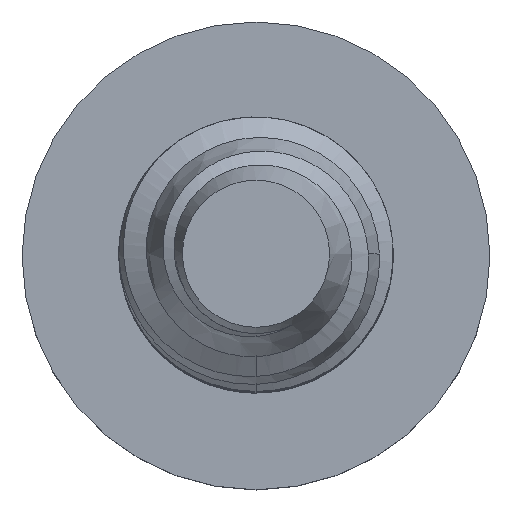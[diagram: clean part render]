
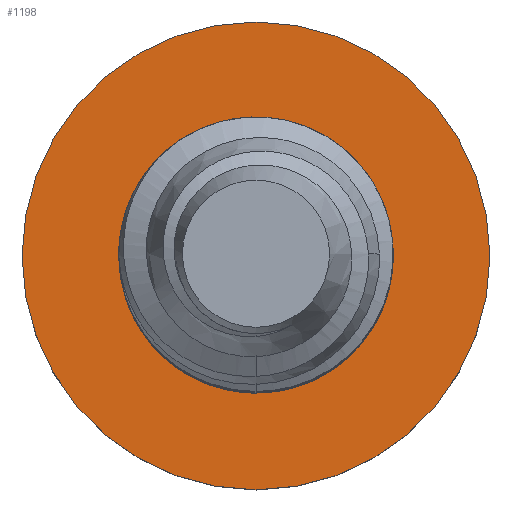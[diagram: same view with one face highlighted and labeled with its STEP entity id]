
A CAD part, top view. The second image highlights one B-rep face of the part: STEP entity #1198.
In plain terms, the highlighted planar face has unit normal (0, 0, 1).
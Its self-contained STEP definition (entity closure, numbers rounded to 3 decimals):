
#15=FACE_BOUND('',#155,.T.);
#17=PLANE('',#1295);
#87=FACE_OUTER_BOUND('',#154,.T.);
#154=EDGE_LOOP('',(#958));
#155=EDGE_LOOP('',(#959,#960,#961,#962));
#185=CIRCLE('',#1242,1.1);
#190=CIRCLE('',#1271,0.64);
#205=CIRCLE('',#1294,1.875);
#313=B_SPLINE_CURVE_WITH_KNOTS('',3,(#4118,#4119,#4120,#4121,#4122,#4123,
#4124,#4125,#4126,#4127,#4128,#4129,#4130,#4131,#4132,#4133,#4134,#4135),
 .UNSPECIFIED.,.F.,.F.,(4,2,2,2,2,2,2,2,4),(-0.213,-0.191,
-0.166,-0.158,-0.139,-0.098,
-0.054,-0.039,0.),.UNSPECIFIED.);
#314=B_SPLINE_CURVE_WITH_KNOTS('',3,(#4136,#4137,#4138,#4139,#4140,#4141,
#4142,#4143,#4144,#4145,#4146,#4147,#4148,#4149,#4150,#4151),
 .UNSPECIFIED.,.F.,.F.,(4,2,2,2,2,2,2,4),(-0.104,-0.095,
-0.087,-0.083,-0.076,-0.049,
-0.024,0.),.UNSPECIFIED.);
#433=VERTEX_POINT('',#1543);
#434=VERTEX_POINT('',#1578);
#527=VERTEX_POINT('',#3558);
#528=VERTEX_POINT('',#3722);
#550=VERTEX_POINT('',#3808);
#559=EDGE_CURVE('',#434,#433,#185,.T.);
#677=EDGE_CURVE('',#528,#527,#190,.T.);
#703=EDGE_CURVE('',#550,#550,#205,.T.);
#711=EDGE_CURVE('',#527,#434,#313,.T.);
#712=EDGE_CURVE('',#433,#528,#314,.T.);
#958=ORIENTED_EDGE('',*,*,#703,.F.);
#959=ORIENTED_EDGE('',*,*,#677,.T.);
#960=ORIENTED_EDGE('',*,*,#711,.T.);
#961=ORIENTED_EDGE('',*,*,#559,.T.);
#962=ORIENTED_EDGE('',*,*,#712,.T.);
#1198=ADVANCED_FACE('',(#87,#15),#17,.F.);
#1242=AXIS2_PLACEMENT_3D('',#1579,#1325,#1326);
#1271=AXIS2_PLACEMENT_3D('',#3723,#1405,#1406);
#1294=AXIS2_PLACEMENT_3D('',#3809,#1460,#1461);
#1295=AXIS2_PLACEMENT_3D('',#4117,#1469,#1470);
#1325=DIRECTION('center_axis',(0.,0.,
-1.));
#1326=DIRECTION('ref_axis',(-1.,0.,0.));
#1405=DIRECTION('center_axis',(0.,0.,
-1.));
#1406=DIRECTION('ref_axis',(-1.,0.,0.));
#1460=DIRECTION('center_axis',(0.,0.,
-1.));
#1461=DIRECTION('ref_axis',(-1.,0.,0.));
#1469=DIRECTION('center_axis',(0.,0.,
-1.));
#1470=DIRECTION('ref_axis',(-1.,0.,0.));
#1543=CARTESIAN_POINT('',(-1.02,-0.413,1.6));
#1578=CARTESIAN_POINT('',(-0.427,-1.014,1.6));
#1579=CARTESIAN_POINT('Origin',(0.,0.,1.6));
#3558=CARTESIAN_POINT('',(0.64,0.,1.6));
#3722=CARTESIAN_POINT('',(0.,0.64,1.6));
#3723=CARTESIAN_POINT('Origin',(0.,0.,1.6));
#3808=CARTESIAN_POINT('',(-1.875,0.,1.6));
#3809=CARTESIAN_POINT('Origin',(0.,0.,1.6));
#4117=CARTESIAN_POINT('Origin',(0.,0.,1.6));
#4118=CARTESIAN_POINT('Ctrl Pts',(0.64,0.,
1.6));
#4119=CARTESIAN_POINT('Ctrl Pts',(0.661,-0.054,
1.6));
#4120=CARTESIAN_POINT('Ctrl Pts',(0.674,-0.112,
1.6));
#4121=CARTESIAN_POINT('Ctrl Pts',(0.684,-0.236,
1.6));
#4122=CARTESIAN_POINT('Ctrl Pts',(0.679,-0.303,
1.6));
#4123=CARTESIAN_POINT('Ctrl Pts',(0.659,-0.388,
1.6));
#4124=CARTESIAN_POINT('Ctrl Pts',(0.653,-0.409,
1.6));
#4125=CARTESIAN_POINT('Ctrl Pts',(0.631,-0.477,1.6));
#4126=CARTESIAN_POINT('Ctrl Pts',(0.612,-0.523,1.6));
#4127=CARTESIAN_POINT('Ctrl Pts',(0.538,-0.663,
1.6));
#4128=CARTESIAN_POINT('Ctrl Pts',(0.47,-0.748,
1.6));
#4129=CARTESIAN_POINT('Ctrl Pts',(0.3,-0.892,
1.6));
#4130=CARTESIAN_POINT('Ctrl Pts',(0.199,-0.949,
1.6));
#4131=CARTESIAN_POINT('Ctrl Pts',(0.052,-0.996,
1.6));
#4132=CARTESIAN_POINT('Ctrl Pts',(0.011,-1.007,1.6));
#4133=CARTESIAN_POINT('Ctrl Pts',(-0.167,-1.038,
1.6));
#4134=CARTESIAN_POINT('Ctrl Pts',(-0.298,-1.037,
1.6));
#4135=CARTESIAN_POINT('Ctrl Pts',(-0.427,-1.014,
1.6));
#4136=CARTESIAN_POINT('Ctrl Pts',(-1.02,-0.413,
1.6));
#4137=CARTESIAN_POINT('Ctrl Pts',(-1.04,-0.3,
1.6));
#4138=CARTESIAN_POINT('Ctrl Pts',(-1.041,-0.184,
1.6));
#4139=CARTESIAN_POINT('Ctrl Pts',(-1.005,0.033,
1.6));
#4140=CARTESIAN_POINT('Ctrl Pts',(-0.972,0.133,
1.6));
#4141=CARTESIAN_POINT('Ctrl Pts',(-0.895,0.278,
1.6));
#4142=CARTESIAN_POINT('Ctrl Pts',(-0.862,0.328,
1.6));
#4143=CARTESIAN_POINT('Ctrl Pts',(-0.773,0.441,
1.6));
#4144=CARTESIAN_POINT('Ctrl Pts',(-0.726,0.482,
1.6));
#4145=CARTESIAN_POINT('Ctrl Pts',(-0.641,0.556,
1.6));
#4146=CARTESIAN_POINT('Ctrl Pts',(-0.562,0.602,
1.6));
#4147=CARTESIAN_POINT('Ctrl Pts',(-0.399,0.661,
1.6));
#4148=CARTESIAN_POINT('Ctrl Pts',(-0.317,0.676,
1.6));
#4149=CARTESIAN_POINT('Ctrl Pts',(-0.154,0.677,
1.6));
#4150=CARTESIAN_POINT('Ctrl Pts',(-0.076,0.665,
1.6));
#4151=CARTESIAN_POINT('Ctrl Pts',(0.,0.64,
1.6));
